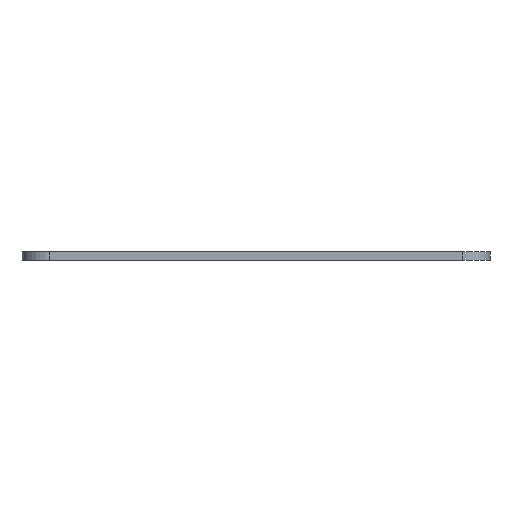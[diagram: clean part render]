
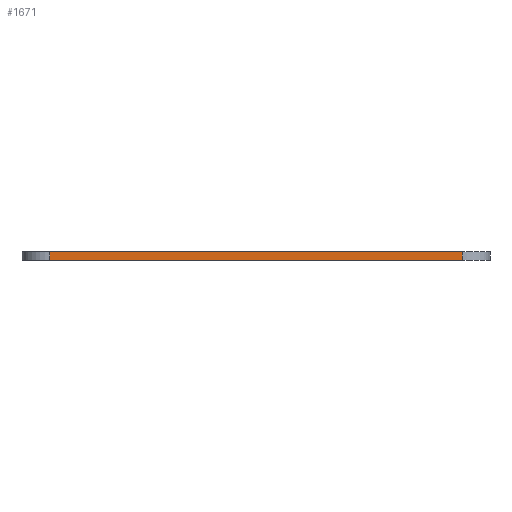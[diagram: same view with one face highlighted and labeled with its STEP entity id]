
A CAD part, left-side view. The second image highlights one B-rep face of the part: STEP entity #1671.
In plain terms, the highlighted planar face has unit normal (-1, 0, 0).
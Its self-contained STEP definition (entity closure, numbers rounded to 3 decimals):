
#36=PLANE('',#1808);
#87=FACE_OUTER_BOUND('',#183,.T.);
#183=EDGE_LOOP('',(#1217,#1218,#1219,#1220));
#277=LINE('',#2431,#457);
#279=LINE('',#2437,#459);
#327=LINE('',#2603,#507);
#328=LINE('',#2604,#508);
#457=VECTOR('',#1933,10.);
#459=VECTOR('',#1939,10.);
#507=VECTOR('',#2059,10.);
#508=VECTOR('',#2060,10.);
#710=VERTEX_POINT('',#2428);
#711=VERTEX_POINT('',#2430);
#713=VERTEX_POINT('',#2436);
#795=VERTEX_POINT('',#2602);
#878=EDGE_CURVE('',#710,#711,#277,.T.);
#881=EDGE_CURVE('',#711,#713,#279,.T.);
#964=EDGE_CURVE('',#795,#710,#327,.T.);
#965=EDGE_CURVE('',#713,#795,#328,.T.);
#1217=ORIENTED_EDGE('',*,*,#878,.F.);
#1218=ORIENTED_EDGE('',*,*,#964,.F.);
#1219=ORIENTED_EDGE('',*,*,#965,.F.);
#1220=ORIENTED_EDGE('',*,*,#881,.F.);
#1671=ADVANCED_FACE('',(#87),#36,.T.);
#1808=AXIS2_PLACEMENT_3D('',#2601,#2057,#2058);
#1933=DIRECTION('',(0.,0.,-1.));
#1939=DIRECTION('',(0.,1.,0.));
#2057=DIRECTION('center_axis',(-1.,0.,0.));
#2058=DIRECTION('ref_axis',(0.,-1.,0.));
#2059=DIRECTION('',(0.,-1.,0.));
#2060=DIRECTION('',(0.,0.,1.));
#2428=CARTESIAN_POINT('',(-126.4,29.425,1.5));
#2430=CARTESIAN_POINT('',(-126.4,29.425,0.));
#2431=CARTESIAN_POINT('',(-126.4,29.425,0.));
#2436=CARTESIAN_POINT('',(-126.4,104.425,0.));
#2437=CARTESIAN_POINT('',(-126.4,24.425,0.));
#2601=CARTESIAN_POINT('Origin',(-126.4,109.425,0.));
#2602=CARTESIAN_POINT('',(-126.4,104.425,1.5));
#2603=CARTESIAN_POINT('',(-126.4,24.425,1.5));
#2604=CARTESIAN_POINT('',(-126.4,104.425,0.));
